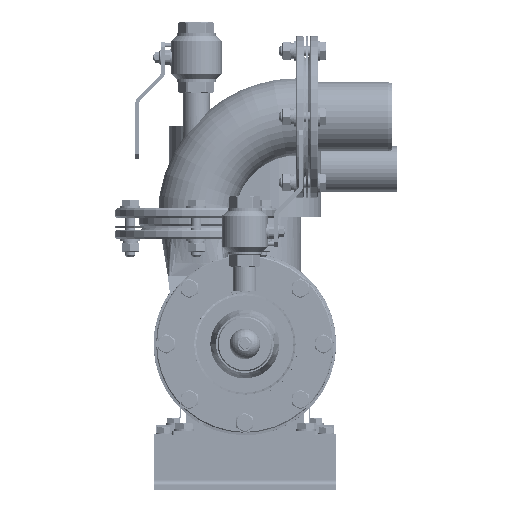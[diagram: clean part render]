
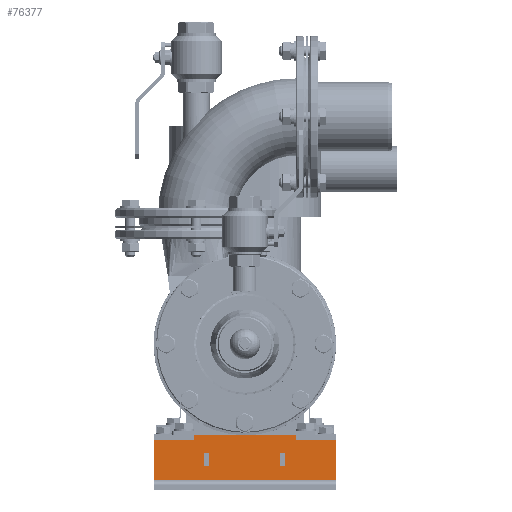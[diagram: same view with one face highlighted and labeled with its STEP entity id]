
A CAD part, front view. The second image highlights one B-rep face of the part: STEP entity #76377.
In plain terms, the highlighted planar face has unit normal (0, -1, 0).
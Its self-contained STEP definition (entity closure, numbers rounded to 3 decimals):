
#720 = VECTOR ( 'NONE', #30333, 1000. ) ;
#1923 = CARTESIAN_POINT ( 'NONE',  ( -35., 231.5, 64. ) ) ;
#3949 = CARTESIAN_POINT ( 'NONE',  ( -50., 231.5, 94. ) ) ;
#5424 = DIRECTION ( 'NONE',  ( 0., 0., -1. ) ) ;
#6865 = VERTEX_POINT ( 'NONE', #67990 ) ;
#8838 = VECTOR ( 'NONE', #19397, 1000. ) ;
#8868 = DIRECTION ( 'NONE',  ( 0., 0., -1. ) ) ;
#8928 = CARTESIAN_POINT ( 'NONE',  ( 40., 231.5, 64. ) ) ;
#10491 = VECTOR ( 'NONE', #135152, 1000. ) ;
#12179 = CARTESIAN_POINT ( 'NONE',  ( -40., 231.5, 64. ) ) ;
#15608 = VECTOR ( 'NONE', #119560, 1000. ) ;
#18675 = VECTOR ( 'NONE', #50491, 1000. ) ;
#18683 = CARTESIAN_POINT ( 'NONE',  ( -35., 231.5, 64. ) ) ;
#18784 = VERTEX_POINT ( 'NONE', #120103 ) ;
#19397 = DIRECTION ( 'NONE',  ( -1., 0., 0. ) ) ;
#19583 = EDGE_CURVE ( 'NONE', #93572, #18784, #71911, .T. ) ;
#19698 = ORIENTED_EDGE ( 'NONE', *, *, #126226, .T. ) ;
#22293 = EDGE_CURVE ( 'NONE', #24362, #75976, #26192, .T. ) ;
#24136 = PLANE ( 'NONE',  #107358 ) ;
#24362 = VERTEX_POINT ( 'NONE', #18683 ) ;
#25281 = ORIENTED_EDGE ( 'NONE', *, *, #43247, .T. ) ;
#25380 = LINE ( 'NONE', #98801, #105270 ) ;
#26192 = LINE ( 'NONE', #1923, #10491 ) ;
#27112 = LINE ( 'NONE', #76310, #18675 ) ;
#30333 = DIRECTION ( 'NONE',  ( 0., 0., 1. ) ) ;
#31654 = EDGE_LOOP ( 'NONE', ( #41383, #61704, #103647, #80949 ) ) ;
#32243 = ORIENTED_EDGE ( 'NONE', *, *, #124924, .T. ) ;
#32301 = LINE ( 'NONE', #120975, #8838 ) ;
#32762 = DIRECTION ( 'NONE',  ( -1., 0., 0. ) ) ;
#33185 = CARTESIAN_POINT ( 'NONE',  ( 90., 231.5, 50. ) ) ;
#34953 = VECTOR ( 'NONE', #5424, 1000. ) ;
#36064 = VECTOR ( 'NONE', #127460, 1000. ) ;
#36222 = FACE_BOUND ( 'NONE', #73517, .T. ) ;
#37294 = EDGE_CURVE ( 'NONE', #152556, #140925, #32301, .T. ) ;
#38619 = DIRECTION ( 'NONE',  ( 0., 0., -1. ) ) ;
#38718 = DIRECTION ( 'NONE',  ( 1., 0., 0. ) ) ;
#38755 = EDGE_CURVE ( 'NONE', #133075, #152556, #105721, .T. ) ;
#39054 = DIRECTION ( 'NONE',  ( -1., 0., 0. ) ) ;
#40310 = CARTESIAN_POINT ( 'NONE',  ( -40., 231.5, 76. ) ) ;
#41383 = ORIENTED_EDGE ( 'NONE', *, *, #65381, .T. ) ;
#43247 = EDGE_CURVE ( 'NONE', #140925, #104507, #27112, .T. ) ;
#46000 = CARTESIAN_POINT ( 'NONE',  ( -35., 231.5, 76. ) ) ;
#46433 = CARTESIAN_POINT ( 'NONE',  ( 90., 231.5, 89. ) ) ;
#47770 = EDGE_CURVE ( 'NONE', #79400, #24362, #115977, .T. ) ;
#50491 = DIRECTION ( 'NONE',  ( 0., 0., 1. ) ) ;
#51200 = VERTEX_POINT ( 'NONE', #117684 ) ;
#52803 = LINE ( 'NONE', #114134, #68892 ) ;
#57233 = FACE_OUTER_BOUND ( 'NONE', #60694, .T. ) ;
#59314 = VECTOR ( 'NONE', #8868, 1000. ) ;
#59701 = VECTOR ( 'NONE', #83724, 1000. ) ;
#60051 = VERTEX_POINT ( 'NONE', #77512 ) ;
#60694 = EDGE_LOOP ( 'NONE', ( #124934, #19698, #141211, #128645, #93759, #154481, #32243, #138159 ) ) ;
#61475 = VECTOR ( 'NONE', #93460, 1000. ) ;
#61676 = EDGE_CURVE ( 'NONE', #104507, #133075, #133724, .T. ) ;
#61704 = ORIENTED_EDGE ( 'NONE', *, *, #122066, .T. ) ;
#65381 = EDGE_CURVE ( 'NONE', #75976, #60051, #103764, .T. ) ;
#66841 = DIRECTION ( 'NONE',  ( 1., 0., 0. ) ) ;
#67990 = CARTESIAN_POINT ( 'NONE',  ( -50., 231.5, 94. ) ) ;
#68892 = VECTOR ( 'NONE', #139163, 1000. ) ;
#71689 = VECTOR ( 'NONE', #66841, 1000. ) ;
#71911 = LINE ( 'NONE', #145374, #15608 ) ;
#73517 = EDGE_LOOP ( 'NONE', ( #131922, #113617, #147912, #25281 ) ) ;
#73631 = VECTOR ( 'NONE', #32762, 1000. ) ;
#73874 = VERTEX_POINT ( 'NONE', #46433 ) ;
#74220 = LINE ( 'NONE', #3949, #80870 ) ;
#75976 = VERTEX_POINT ( 'NONE', #12179 ) ;
#76310 = CARTESIAN_POINT ( 'NONE',  ( 35., 231.5, 64. ) ) ;
#76377 = ADVANCED_FACE ( 'NONE', ( #57233, #155648, #36222 ), #24136, .T. ) ;
#77512 = CARTESIAN_POINT ( 'NONE',  ( -40., 231.5, 76. ) ) ;
#79400 = VERTEX_POINT ( 'NONE', #46000 ) ;
#80870 = VECTOR ( 'NONE', #38718, 1000. ) ;
#80949 = ORIENTED_EDGE ( 'NONE', *, *, #22293, .T. ) ;
#83724 = DIRECTION ( 'NONE',  ( 1., 0., 0. ) ) ;
#88098 = CARTESIAN_POINT ( 'NONE',  ( 35., 231.5, 64. ) ) ;
#91847 = LINE ( 'NONE', #153157, #71689 ) ;
#93460 = DIRECTION ( 'NONE',  ( 0., 0., -1. ) ) ;
#93572 = VERTEX_POINT ( 'NONE', #99175 ) ;
#93759 = ORIENTED_EDGE ( 'NONE', *, *, #151196, .T. ) ;
#94260 = CARTESIAN_POINT ( 'NONE',  ( 90., 231.5, 89. ) ) ;
#98801 = CARTESIAN_POINT ( 'NONE',  ( -50., 231.5, 94. ) ) ;
#99175 = CARTESIAN_POINT ( 'NONE',  ( 50., 231.5, 89. ) ) ;
#103546 = VECTOR ( 'NONE', #39054, 1000. ) ;
#103647 = ORIENTED_EDGE ( 'NONE', *, *, #47770, .T. ) ;
#103764 = LINE ( 'NONE', #152953, #720 ) ;
#104507 = VERTEX_POINT ( 'NONE', #154653 ) ;
#105270 = VECTOR ( 'NONE', #111703, 1000. ) ;
#105721 = LINE ( 'NONE', #157281, #59314 ) ;
#107358 = AXIS2_PLACEMENT_3D ( 'NONE', #158802, #112031, #38619 ) ;
#108716 = CARTESIAN_POINT ( 'NONE',  ( -90., 231.5, 50. ) ) ;
#111703 = DIRECTION ( 'NONE',  ( 0., 0., -1. ) ) ;
#112031 = DIRECTION ( 'NONE',  ( 0., -1., 0. ) ) ;
#112453 = CARTESIAN_POINT ( 'NONE',  ( 90., 231.5, 89. ) ) ;
#113617 = ORIENTED_EDGE ( 'NONE', *, *, #38755, .T. ) ;
#114087 = CARTESIAN_POINT ( 'NONE',  ( 40., 231.5, 76. ) ) ;
#114134 = CARTESIAN_POINT ( 'NONE',  ( -90., 231.5, 89. ) ) ;
#114838 = LINE ( 'NONE', #112453, #103546 ) ;
#115186 = EDGE_CURVE ( 'NONE', #51200, #125411, #117471, .T. ) ;
#115977 = LINE ( 'NONE', #151465, #34953 ) ;
#116765 = EDGE_CURVE ( 'NONE', #125411, #146754, #52803, .T. ) ;
#117471 = LINE ( 'NONE', #140141, #73631 ) ;
#117684 = CARTESIAN_POINT ( 'NONE',  ( -50., 231.5, 89. ) ) ;
#119560 = DIRECTION ( 'NONE',  ( 0., 0., 1. ) ) ;
#120103 = CARTESIAN_POINT ( 'NONE',  ( 50., 231.5, 94. ) ) ;
#120975 = CARTESIAN_POINT ( 'NONE',  ( 40., 231.5, 64. ) ) ;
#121155 = EDGE_CURVE ( 'NONE', #73874, #122806, #135176, .T. ) ;
#122066 = EDGE_CURVE ( 'NONE', #60051, #79400, #153973, .T. ) ;
#122806 = VERTEX_POINT ( 'NONE', #33185 ) ;
#124924 = EDGE_CURVE ( 'NONE', #73874, #93572, #114838, .T. ) ;
#124934 = ORIENTED_EDGE ( 'NONE', *, *, #134180, .F. ) ;
#125411 = VERTEX_POINT ( 'NONE', #147599 ) ;
#126226 = EDGE_CURVE ( 'NONE', #6865, #51200, #25380, .T. ) ;
#127460 = DIRECTION ( 'NONE',  ( 1., 0., 0. ) ) ;
#128645 = ORIENTED_EDGE ( 'NONE', *, *, #116765, .T. ) ;
#131922 = ORIENTED_EDGE ( 'NONE', *, *, #61676, .T. ) ;
#133075 = VERTEX_POINT ( 'NONE', #114087 ) ;
#133724 = LINE ( 'NONE', #157881, #59701 ) ;
#134180 = EDGE_CURVE ( 'NONE', #6865, #18784, #74220, .T. ) ;
#135152 = DIRECTION ( 'NONE',  ( -1., 0., 0. ) ) ;
#135176 = LINE ( 'NONE', #94260, #61475 ) ;
#138159 = ORIENTED_EDGE ( 'NONE', *, *, #19583, .T. ) ;
#139163 = DIRECTION ( 'NONE',  ( 0., 0., -1. ) ) ;
#140141 = CARTESIAN_POINT ( 'NONE',  ( -50., 231.5, 89. ) ) ;
#140925 = VERTEX_POINT ( 'NONE', #88098 ) ;
#141211 = ORIENTED_EDGE ( 'NONE', *, *, #115186, .T. ) ;
#145374 = CARTESIAN_POINT ( 'NONE',  ( 50., 231.5, 89. ) ) ;
#146754 = VERTEX_POINT ( 'NONE', #108716 ) ;
#147599 = CARTESIAN_POINT ( 'NONE',  ( -90., 231.5, 89. ) ) ;
#147912 = ORIENTED_EDGE ( 'NONE', *, *, #37294, .T. ) ;
#151196 = EDGE_CURVE ( 'NONE', #146754, #122806, #91847, .T. ) ;
#151465 = CARTESIAN_POINT ( 'NONE',  ( -35., 231.5, 76. ) ) ;
#152556 = VERTEX_POINT ( 'NONE', #8928 ) ;
#152953 = CARTESIAN_POINT ( 'NONE',  ( -40., 231.5, 64. ) ) ;
#153157 = CARTESIAN_POINT ( 'NONE',  ( -90., 231.5, 50. ) ) ;
#153973 = LINE ( 'NONE', #40310, #36064 ) ;
#154481 = ORIENTED_EDGE ( 'NONE', *, *, #121155, .F. ) ;
#154653 = CARTESIAN_POINT ( 'NONE',  ( 35., 231.5, 76. ) ) ;
#155648 = FACE_BOUND ( 'NONE', #31654, .T. ) ;
#157281 = CARTESIAN_POINT ( 'NONE',  ( 40., 231.5, 76. ) ) ;
#157881 = CARTESIAN_POINT ( 'NONE',  ( 35., 231.5, 76. ) ) ;
#158802 = CARTESIAN_POINT ( 'NONE',  ( -90., 231.5, 50. ) ) ;
